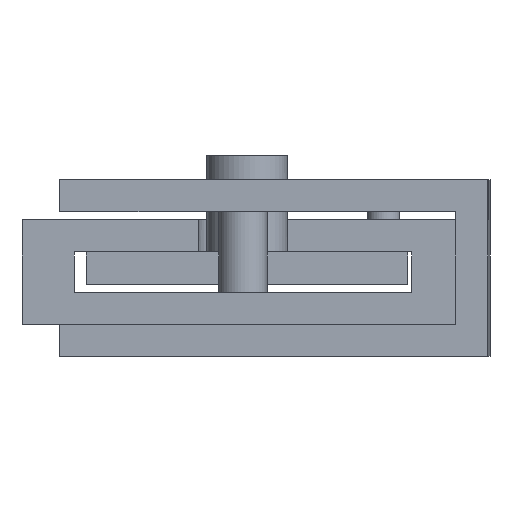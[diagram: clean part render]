
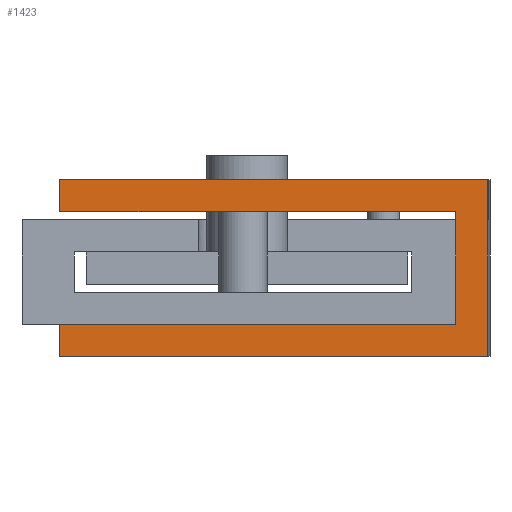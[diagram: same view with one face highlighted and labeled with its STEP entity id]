
A CAD part, front view. The second image highlights one B-rep face of the part: STEP entity #1423.
In plain terms, the highlighted free-form (B-spline) face has degree [1, 1] with [2, 2] control points.
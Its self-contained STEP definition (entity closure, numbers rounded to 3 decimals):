
#1007 = VERTEX_POINT('',#1008);
#1008 = CARTESIAN_POINT('',(-6.565,17.943,
    15.763));
#1013 = EDGE_CURVE('',#1007,#1014,#1016,.T.);
#1014 = VERTEX_POINT('',#1015);
#1015 = CARTESIAN_POINT('',(22.245,17.902,
    15.763));
#1016 = B_SPLINE_CURVE_WITH_KNOTS('',1,(#1017,#1018),.UNSPECIFIED.,.F.,
  .F.,(2,2),(0.,26.64),.PIECEWISE_BEZIER_KNOTS.);
#1017 = CARTESIAN_POINT('',(-6.565,17.943,
    15.763));
#1018 = CARTESIAN_POINT('',(22.245,17.902,
    15.763));
#1072 = EDGE_CURVE('',#1073,#1075,#1077,.T.);
#1073 = VERTEX_POINT('',#1074);
#1074 = CARTESIAN_POINT('',(-6.565,17.943,
    17.926));
#1075 = VERTEX_POINT('',#1076);
#1076 = CARTESIAN_POINT('',(20.082,17.905,
    17.926));
#1077 = B_SPLINE_CURVE_WITH_KNOTS('',1,(#1078,#1079),.UNSPECIFIED.,.F.,
  .F.,(2,2),(0.36,25.),.PIECEWISE_BEZIER_KNOTS.);
#1078 = CARTESIAN_POINT('',(-6.565,17.943,
    17.926));
#1079 = CARTESIAN_POINT('',(20.082,17.905,
    17.926));
#1412 = EDGE_CURVE('',#1007,#1073,#1413,.T.);
#1413 = B_SPLINE_CURVE_WITH_KNOTS('',1,(#1414,#1415),.UNSPECIFIED.,.F.,
  .F.,(2,2),(0.,2.),.PIECEWISE_BEZIER_KNOTS.);
#1414 = CARTESIAN_POINT('',(-6.565,17.943,
    15.763));
#1415 = CARTESIAN_POINT('',(-6.565,17.943,
    17.926));
#1423 = ADVANCED_FACE('',(#1424),#1462,.F.);
#1424 = FACE_BOUND('',#1425,.F.);
#1425 = EDGE_LOOP('',(#1426,#1427,#1428,#1429,#1436,#1443,#1450,#1457));
#1426 = ORIENTED_EDGE('',*,*,#1013,.F.);
#1427 = ORIENTED_EDGE('',*,*,#1412,.T.);
#1428 = ORIENTED_EDGE('',*,*,#1072,.T.);
#1429 = ORIENTED_EDGE('',*,*,#1430,.T.);
#1430 = EDGE_CURVE('',#1075,#1431,#1433,.T.);
#1431 = VERTEX_POINT('',#1432);
#1432 = CARTESIAN_POINT('',(20.082,17.905,
    25.496));
#1433 = B_SPLINE_CURVE_WITH_KNOTS('',1,(#1434,#1435),.UNSPECIFIED.,.F.,
  .F.,(2,2),(0.,7.),.PIECEWISE_BEZIER_KNOTS.);
#1434 = CARTESIAN_POINT('',(20.082,17.905,
    17.926));
#1435 = CARTESIAN_POINT('',(20.082,17.905,
    25.496));
#1436 = ORIENTED_EDGE('',*,*,#1437,.T.);
#1437 = EDGE_CURVE('',#1431,#1438,#1440,.T.);
#1438 = VERTEX_POINT('',#1439);
#1439 = CARTESIAN_POINT('',(-6.565,17.943,
    25.496));
#1440 = B_SPLINE_CURVE_WITH_KNOTS('',1,(#1441,#1442),.UNSPECIFIED.,.F.,
  .F.,(2,2),(0.,24.64),.PIECEWISE_BEZIER_KNOTS.);
#1441 = CARTESIAN_POINT('',(20.082,17.905,
    25.496));
#1442 = CARTESIAN_POINT('',(-6.565,17.943,
    25.496));
#1443 = ORIENTED_EDGE('',*,*,#1444,.T.);
#1444 = EDGE_CURVE('',#1438,#1445,#1447,.T.);
#1445 = VERTEX_POINT('',#1446);
#1446 = CARTESIAN_POINT('',(-6.565,17.943,
    27.659));
#1447 = B_SPLINE_CURVE_WITH_KNOTS('',1,(#1448,#1449),.UNSPECIFIED.,.F.,
  .F.,(2,2),(9.,11.),.PIECEWISE_BEZIER_KNOTS.);
#1448 = CARTESIAN_POINT('',(-6.565,17.943,
    25.496));
#1449 = CARTESIAN_POINT('',(-6.565,17.943,
    27.659));
#1450 = ORIENTED_EDGE('',*,*,#1451,.T.);
#1451 = EDGE_CURVE('',#1445,#1452,#1454,.T.);
#1452 = VERTEX_POINT('',#1453);
#1453 = CARTESIAN_POINT('',(22.245,17.902,
    27.659));
#1454 = B_SPLINE_CURVE_WITH_KNOTS('',1,(#1455,#1456),.UNSPECIFIED.,.F.,
  .F.,(2,2),(0.,26.64),.PIECEWISE_BEZIER_KNOTS.);
#1455 = CARTESIAN_POINT('',(-6.565,17.943,
    27.659));
#1456 = CARTESIAN_POINT('',(22.245,17.902,
    27.659));
#1457 = ORIENTED_EDGE('',*,*,#1458,.F.);
#1458 = EDGE_CURVE('',#1014,#1452,#1459,.T.);
#1459 = B_SPLINE_CURVE_WITH_KNOTS('',1,(#1460,#1461),.UNSPECIFIED.,.F.,
  .F.,(2,2),(0.,11.),.PIECEWISE_BEZIER_KNOTS.);
#1460 = CARTESIAN_POINT('',(22.245,17.902,
    15.763));
#1461 = CARTESIAN_POINT('',(22.245,17.902,
    27.659));
#1462 = B_SPLINE_SURFACE_WITH_KNOTS('',1,1,(
    (#1463,#1464)
    ,(#1465,#1466
    )),.UNSPECIFIED.,.F.,.F.,.F.,(2,2),(2,2),(0.,26.64),(-11.,0.),
  .PIECEWISE_BEZIER_KNOTS.);
#1463 = CARTESIAN_POINT('',(-6.565,17.943,
    27.659));
#1464 = CARTESIAN_POINT('',(-6.565,17.943,
    15.763));
#1465 = CARTESIAN_POINT('',(22.245,17.902,
    27.659));
#1466 = CARTESIAN_POINT('',(22.245,17.902,
    15.763));
